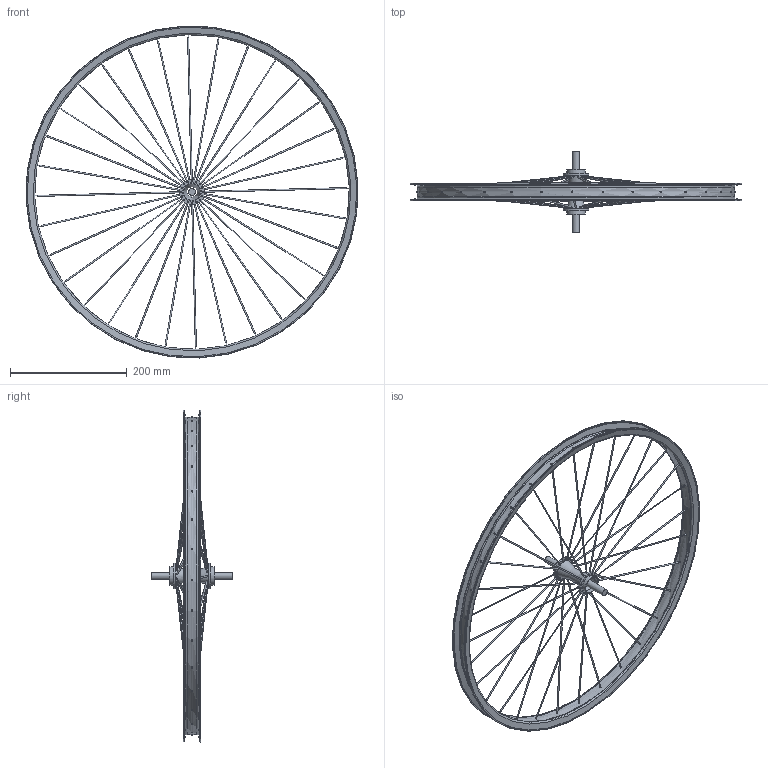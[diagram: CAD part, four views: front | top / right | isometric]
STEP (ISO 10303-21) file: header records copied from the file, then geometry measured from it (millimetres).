
FILE_DESCRIPTION( ( '' ), ' ' );
FILE_NAME( '5bf45aa6a8e4a315f40f4e8b.step', '2018-11-20T19:04:08', ( '' ), ( '' ), ' ', ' ', ' ' );
FILE_SCHEMA( ( 'AUTOMOTIVE_DESIGN { 1 0 10303 214 1 1 1 1 }' ) );
Length unit declared in the file: metre
Products named in the file (5): Assem1; Part10; Part9; Part8; Part7
Assembly tree (35 placements, depth 2):
  Assem1
    Part10  x32
    Part9
    Part8
    Part7
Bounding box: 569.38 x 140 x 569.38 mm (x, y, z)
Volume: 233118.8 mm3; surface area: 259344.1 mm2
Topology: 35 solids, 35 shells, 329 faces, 713 edges, 394 vertices
Faces by surface type: cylinder 171, torus 78, plane 76, cone 4
Full cylindrical faces by diameter (mm): 2 x128, 2.5 x32, 12 x1, 28.508 x2, 32 x2, 44 x2, 540 x1, 544 x1, 570 x2
Entity records: 6546 total; most frequent: CARTESIAN_POINT 2867, DIRECTION 516, ORIENTED_EDGE 348, EDGE_LOOP 347, AXIS2_PLACEMENT_3D 258, FACE_OUTER_BOUND 205, VERTEX_POINT 177, EDGE_CURVE 174
